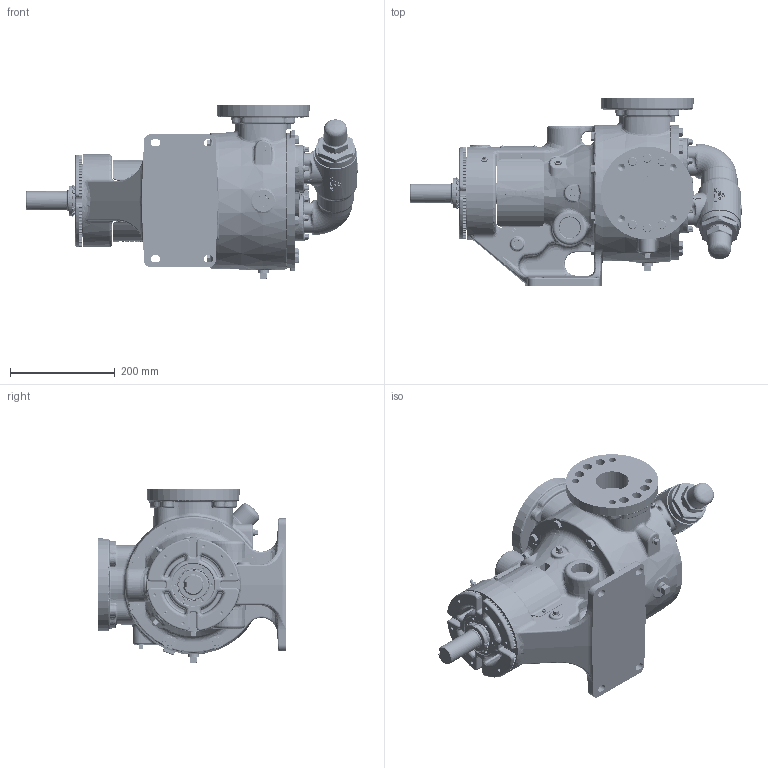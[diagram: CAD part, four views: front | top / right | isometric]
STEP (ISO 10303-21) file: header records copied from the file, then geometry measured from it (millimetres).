
FILE_DESCRIPTION (( 'STEP AP214' ), '1' );
FILE_NAME ('LV-4792.step', '2025-12-05T06:41:20', ( '' ), ( '' ), 'SwSTEP 2.0', 'SolidWorks 2024', '' );
FILE_SCHEMA (( 'AUTOMOTIVE_DESIGN' ));
Products named in the file (1): LV-4792
Bounding box: 635.25 x 360.36 x 331.53 mm (x, y, z)
Volume: 17672313.3 mm3; surface area: 944080.6 mm2
Topology: 1 solids, 1 shells, 6353 faces, 16096 edges, 9911 vertices
Faces by surface type: bspline 2134, plane 1922, cylinder 1169, cone 773, torus 279, sphere 76
Entity records: 301291 total; most frequent: CARTESIAN_POINT 166531, ORIENTED_EDGE 31910, DIRECTION 22464, EDGE_CURVE 15955, VERTEX_POINT 9908, AXIS2_PLACEMENT_3D 8512, EDGE_LOOP 6681, ADVANCED_FACE 6353
